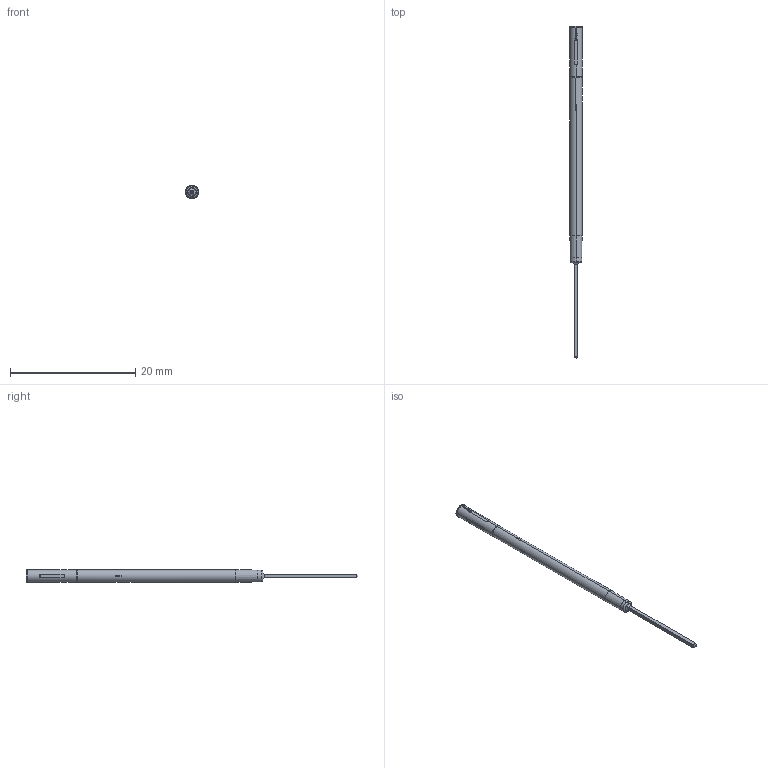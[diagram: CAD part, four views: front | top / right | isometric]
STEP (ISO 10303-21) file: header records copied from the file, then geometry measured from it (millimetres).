
FILE_DESCRIPTION (( 'STEP AP203' ), '1' );
FILE_NAME ('INGUN_KS-204_47-15.STEP', '2022-02-09T05:22:44', ( 'ochi' ), ( '' ), 'SwSTEP 2.0', 'SolidWorks 2018', '' );
FILE_SCHEMA (( 'CONFIG_CONTROL_DESIGN' ));
Length unit declared in the file: millimetre
Products named in the file (1): INGUN_KS-204_47-15
Bounding box: 2.2 x 53 x 2.2 mm (x, y, z)
Volume: 119.9 mm3; surface area: 275.9 mm2
Topology: 1 solids, 1 shells, 137 faces, 370 edges, 242 vertices
Faces by surface type: plane 56, cylinder 51, bspline 22, cone 6, torus 2
Entity records: 4743 total; most frequent: CARTESIAN_POINT 1448, ORIENTED_EDGE 740, DIRECTION 576, EDGE_CURVE 370, VERTEX_POINT 242, AXIS2_PLACEMENT_3D 218, EDGE_LOOP 144, LINE 140
